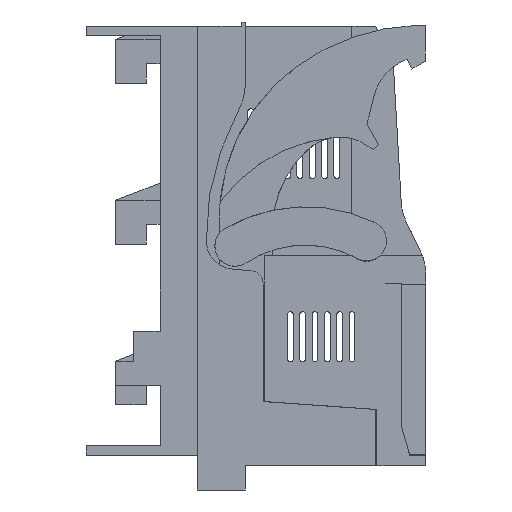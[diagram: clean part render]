
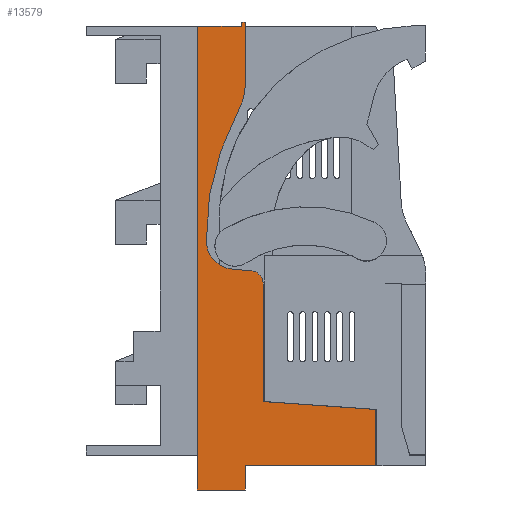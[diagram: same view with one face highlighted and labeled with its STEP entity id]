
A CAD part, left-side view. The second image highlights one B-rep face of the part: STEP entity #13579.
In plain terms, the highlighted planar face has unit normal (-1, 0, 0).
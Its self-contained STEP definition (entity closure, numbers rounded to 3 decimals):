
#358=CIRCLE('',#18171,10.7);
#430=CIRCLE('',#18252,5.);
#431=CIRCLE('',#18253,98.);
#432=CIRCLE('',#18254,21.178);
#2351=ORIENTED_EDGE('',*,*,#5543,.T.);
#2352=ORIENTED_EDGE('',*,*,#5546,.F.);
#2353=ORIENTED_EDGE('',*,*,#5547,.T.);
#2354=ORIENTED_EDGE('',*,*,#5245,.T.);
#2355=ORIENTED_EDGE('',*,*,#5548,.T.);
#2356=ORIENTED_EDGE('',*,*,#5549,.F.);
#2357=ORIENTED_EDGE('',*,*,#5373,.F.);
#2358=ORIENTED_EDGE('',*,*,#5550,.F.);
#2359=ORIENTED_EDGE('',*,*,#5551,.F.);
#2360=ORIENTED_EDGE('',*,*,#5552,.T.);
#2361=ORIENTED_EDGE('',*,*,#5553,.F.);
#2362=ORIENTED_EDGE('',*,*,#5554,.T.);
#2363=ORIENTED_EDGE('',*,*,#5555,.T.);
#2364=ORIENTED_EDGE('',*,*,#5556,.T.);
#2365=ORIENTED_EDGE('',*,*,#5557,.T.);
#2366=ORIENTED_EDGE('',*,*,#5558,.T.);
#2367=ORIENTED_EDGE('',*,*,#5559,.T.);
#5245=EDGE_CURVE('',#6990,#6989,#8395,.T.);
#5373=EDGE_CURVE('',#7092,#7093,#358,.T.);
#5543=EDGE_CURVE('',#7258,#7257,#8578,.T.);
#5546=EDGE_CURVE('',#7260,#7257,#8581,.T.);
#5547=EDGE_CURVE('',#7260,#6990,#8582,.T.);
#5548=EDGE_CURVE('',#6989,#7261,#430,.T.);
#5549=EDGE_CURVE('',#7093,#7261,#8583,.T.);
#5550=EDGE_CURVE('',#7262,#7092,#431,.T.);
#5551=EDGE_CURVE('',#7263,#7262,#8584,.T.);
#5552=EDGE_CURVE('',#7263,#7264,#432,.T.);
#5553=EDGE_CURVE('',#7265,#7264,#8585,.T.);
#5554=EDGE_CURVE('',#7265,#7266,#8586,.T.);
#5555=EDGE_CURVE('',#7266,#7267,#8587,.T.);
#5556=EDGE_CURVE('',#7267,#7268,#8588,.T.);
#5557=EDGE_CURVE('',#7268,#7269,#8589,.T.);
#5558=EDGE_CURVE('',#7269,#7270,#8590,.T.);
#5559=EDGE_CURVE('',#7270,#7258,#8591,.T.);
#6989=VERTEX_POINT('',#23945);
#6990=VERTEX_POINT('',#23947);
#7092=VERTEX_POINT('',#24194);
#7093=VERTEX_POINT('',#24196);
#7257=VERTEX_POINT('',#24537);
#7258=VERTEX_POINT('',#24539);
#7260=VERTEX_POINT('',#24545);
#7261=VERTEX_POINT('',#24548);
#7262=VERTEX_POINT('',#24551);
#7263=VERTEX_POINT('',#24553);
#7264=VERTEX_POINT('',#24555);
#7265=VERTEX_POINT('',#24557);
#7266=VERTEX_POINT('',#24559);
#7267=VERTEX_POINT('',#24561);
#7268=VERTEX_POINT('',#24563);
#7269=VERTEX_POINT('',#24565);
#7270=VERTEX_POINT('',#24567);
#8395=LINE('',#23946,#10071);
#8578=LINE('',#24538,#10254);
#8581=LINE('',#24544,#10257);
#8582=LINE('',#24546,#10258);
#8583=LINE('',#24549,#10259);
#8584=LINE('',#24552,#10260);
#8585=LINE('',#24556,#10261);
#8586=LINE('',#24558,#10262);
#8587=LINE('',#24560,#10263);
#8588=LINE('',#24562,#10264);
#8589=LINE('',#24564,#10265);
#8590=LINE('',#24566,#10266);
#8591=LINE('',#24568,#10267);
#10071=VECTOR('',#20113,1000.);
#10254=VECTOR('',#20578,1000.);
#10257=VECTOR('',#20583,1000.);
#10258=VECTOR('',#20584,1000.);
#10259=VECTOR('',#20587,1000.);
#10260=VECTOR('',#20590,1000.);
#10261=VECTOR('',#20593,1000.);
#10262=VECTOR('',#20594,1000.);
#10263=VECTOR('',#20595,1000.);
#10264=VECTOR('',#20596,1000.);
#10265=VECTOR('',#20597,1000.);
#10266=VECTOR('',#20598,1000.);
#10267=VECTOR('',#20599,1000.);
#11503=EDGE_LOOP('',(#2351,#2352,#2353,#2354,#2355,#2356,#2357,#2358,#2359,
#2360,#2361,#2362,#2363,#2364,#2365,#2366,#2367));
#12297=FACE_BOUND('',#11503,.T.);
#12947=PLANE('',#18251);
#13579=ADVANCED_FACE('',(#12297),#12947,.T.);
#18171=AXIS2_PLACEMENT_3D('',#24195,#20320,#20321);
#18251=AXIS2_PLACEMENT_3D('',#24543,#20581,#20582);
#18252=AXIS2_PLACEMENT_3D('',#24547,#20585,#20586);
#18253=AXIS2_PLACEMENT_3D('',#24550,#20588,#20589);
#18254=AXIS2_PLACEMENT_3D('',#24554,#20591,#20592);
#20113=DIRECTION('',(0.,0.,1.));
#20320=DIRECTION('',(-1.,0.,0.));
#20321=DIRECTION('',(0.,1.,0.));
#20578=DIRECTION('',(0.,-1.,0.));
#20581=DIRECTION('',(-1.,0.,0.));
#20582=DIRECTION('',(0.,0.,1.));
#20583=DIRECTION('',(0.,0.,-1.));
#20584=DIRECTION('',(0.,0.998,0.07));
#20585=DIRECTION('',(-1.,0.,0.));
#20586=DIRECTION('',(0.,1.,0.));
#20587=DIRECTION('',(0.,-0.997,-0.081));
#20588=DIRECTION('',(-1.,0.,0.));
#20589=DIRECTION('',(0.,1.,0.));
#20590=DIRECTION('',(0.,0.,-1.));
#20591=DIRECTION('',(-1.,0.,0.));
#20592=DIRECTION('',(0.,1.,0.));
#20593=DIRECTION('',(0.,0.,-1.));
#20594=DIRECTION('',(0.,1.,0.));
#20595=DIRECTION('',(0.,0.,-1.));
#20596=DIRECTION('',(0.,1.,0.));
#20597=DIRECTION('',(0.,0.,-1.));
#20598=DIRECTION('',(0.,-1.,0.));
#20599=DIRECTION('',(0.,0.,1.));
#23945=CARTESIAN_POINT('',(-24.75,-24.5,76.8));
#23946=CARTESIAN_POINT('',(-24.75,-24.5,0.));
#23947=CARTESIAN_POINT('',(-24.75,-24.5,33.));
#24194=CARTESIAN_POINT('',(-24.75,-3.301,92.826));
#24195=CARTESIAN_POINT('',(-24.75,-14.,93.));
#24196=CARTESIAN_POINT('',(-24.75,-13.131,82.335));
#24537=CARTESIAN_POINT('',(-24.75,-66.5,9.));
#24538=CARTESIAN_POINT('',(-24.75,-17.9,9.));
#24539=CARTESIAN_POINT('',(-24.75,-17.9,9.));
#24543=CARTESIAN_POINT('',(-24.75,0.,0.));
#24544=CARTESIAN_POINT('',(-24.75,-66.5,35.));
#24545=CARTESIAN_POINT('',(-24.75,-66.5,30.063));
#24546=CARTESIAN_POINT('',(-24.75,-2.416,34.544));
#24547=CARTESIAN_POINT('',(-24.75,-19.5,76.8));
#24548=CARTESIAN_POINT('',(-24.75,-19.906,81.783));
#24549=CARTESIAN_POINT('',(-24.75,-13.131,82.335));
#24550=CARTESIAN_POINT('',(-24.75,-101.288,94.417));
#24551=CARTESIAN_POINT('',(-24.75,-15.301,141.43));
#24552=CARTESIAN_POINT('',(-24.75,-15.301,141.477));
#24553=CARTESIAN_POINT('',(-24.75,-15.301,141.477));
#24554=CARTESIAN_POINT('',(-24.75,3.3,151.6));
#24555=CARTESIAN_POINT('',(-24.75,-17.878,151.6));
#24556=CARTESIAN_POINT('',(-24.75,-17.878,174.5));
#24557=CARTESIAN_POINT('',(-24.75,-17.878,174.5));
#24558=CARTESIAN_POINT('',(-24.75,-17.9,174.5));
#24559=CARTESIAN_POINT('',(-24.75,-16.4,174.5));
#24560=CARTESIAN_POINT('',(-24.75,-16.4,174.5));
#24561=CARTESIAN_POINT('',(-24.75,-16.4,173.));
#24562=CARTESIAN_POINT('',(-24.75,-16.4,173.));
#24563=CARTESIAN_POINT('',(-24.75,0.,173.));
#24564=CARTESIAN_POINT('',(-24.75,0.,173.));
#24565=CARTESIAN_POINT('',(-24.75,0.,0.));
#24566=CARTESIAN_POINT('',(-24.75,0.,0.));
#24567=CARTESIAN_POINT('',(-24.75,-17.9,0.));
#24568=CARTESIAN_POINT('',(-24.75,-17.9,0.));
